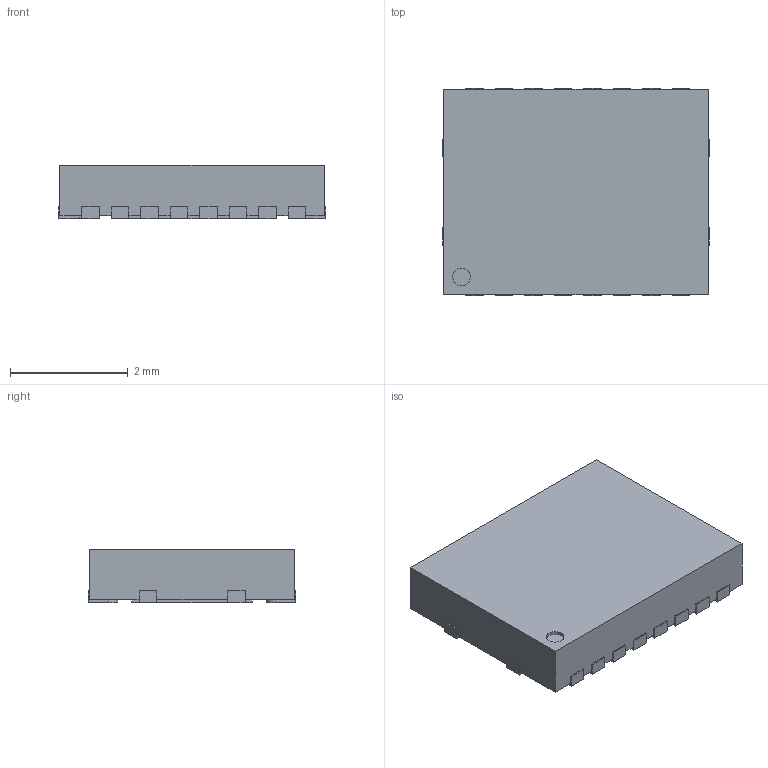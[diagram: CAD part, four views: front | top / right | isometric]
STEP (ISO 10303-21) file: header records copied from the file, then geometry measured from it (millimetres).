
FILE_DESCRIPTION(('FreeCAD Model'),'2;1');
FILE_NAME( 'PVQFN20.step', '2016-07-22T15:00:19',(''),(''),'Open CASCADE STEP processor 6.8', 'FreeCAD','Unknown');
FILE_SCHEMA(('AUTOMOTIVE_DESIGN_CC2 { 1 2 10303 214 -1 1 5 4 }'));
Length unit declared in the file: inch
Products named in the file (2): ASSEMBLY; PVQFN20
Assembly tree (1 placements, depth 2):
  ASSEMBLY
    PVQFN20
Bounding box: 4.52 x 3.52 x 0.9 mm (x, y, z)
Volume: 13.7 mm3; surface area: 47.1 mm2
Topology: 1 solids, 1 shells, 133 faces, 387 edges, 258 vertices
Faces by surface type: plane 112, cylinder 21
Full cylindrical faces by diameter (mm): 0.3 x1
Entity records: 10226 total; most frequent: CARTESIAN_POINT 1948, DIRECTION 1234, LINE 869, VECTOR 869, ORIENTED_EDGE 774, PCURVE 774, DEFINITIONAL_REPRESENTATION 774, EDGE_CURVE 387
